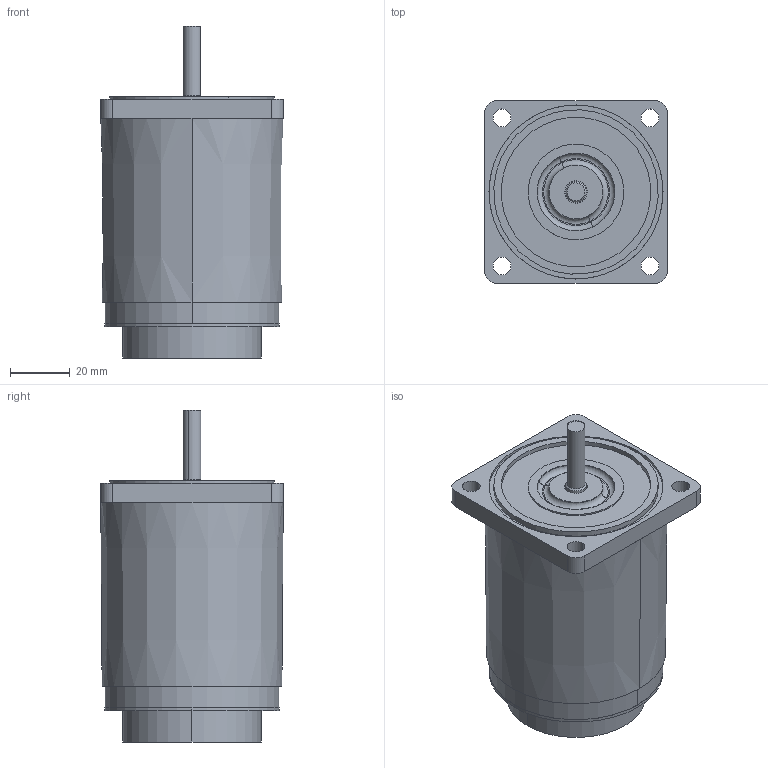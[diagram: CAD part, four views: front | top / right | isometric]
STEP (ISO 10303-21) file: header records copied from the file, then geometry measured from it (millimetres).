
FILE_DESCRIPTION (( 'STEP AP203' ), '1' );
FILE_NAME ('2IK6RA-C.STEP', '2022-08-25T03:00:56', ( '' ), ( 'Microsoft' ), 'SwSTEP 2.0', 'SolidWorks 2020', '' );
FILE_SCHEMA (( 'CONFIG_CONTROL_DESIGN' ));
Length unit declared in the file: millimetre
Products named in the file (1): 2IK6RA-C
Bounding box: 61 x 61 x 111 mm (x, y, z)
Surface area: 27710.3 mm2 (no closed solid volume)
Topology: 0 solids, 8 shells, 78 faces, 182 edges, 120 vertices
Faces by surface type: cylinder 44, plane 24, cone 6, torus 4
Entity records: 2362 total; most frequent: DIRECTION 456, CARTESIAN_POINT 381, ORIENTED_EDGE 336, AXIS2_PLACEMENT_3D 195, EDGE_CURVE 182, VERTEX_POINT 120, CIRCLE 116, EDGE_LOOP 100
